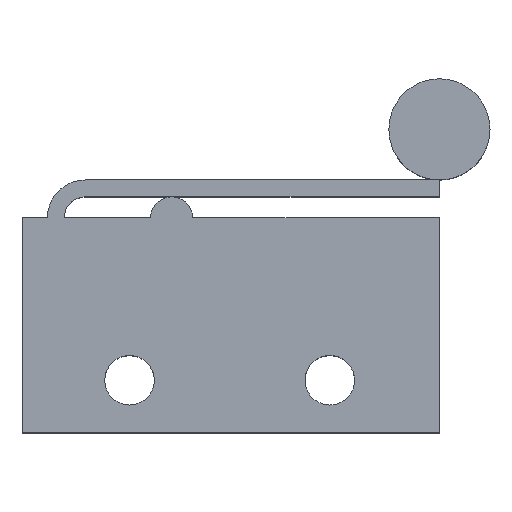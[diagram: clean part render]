
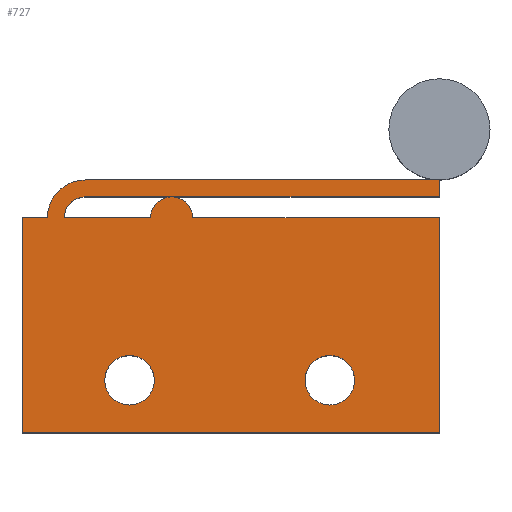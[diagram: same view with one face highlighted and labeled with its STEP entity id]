
A CAD part, top view. The second image highlights one B-rep face of the part: STEP entity #727.
In plain terms, the highlighted planar face has unit normal (0, 0, -1).
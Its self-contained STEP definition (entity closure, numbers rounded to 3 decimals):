
#3 = EDGE_CURVE ( 'NONE', #1090, #942, #845, .T. ) ;
#7 = VERTEX_POINT ( 'NONE', #794 ) ;
#8 = CIRCLE ( 'NONE', #451, 1. ) ;
#16 = ORIENTED_EDGE ( 'NONE', *, *, #613, .F. ) ;
#35 = ORIENTED_EDGE ( 'NONE', *, *, #207, .T. ) ;
#40 = ORIENTED_EDGE ( 'NONE', *, *, #1040, .T. ) ;
#46 = ORIENTED_EDGE ( 'NONE', *, *, #892, .T. ) ;
#48 = CARTESIAN_POINT ( 'NONE',  ( 1.2, 10.2, 6.4 ) ) ;
#59 = DIRECTION ( 'NONE',  ( -1., 0., 0. ) ) ;
#60 = DIRECTION ( 'NONE',  ( 0., 0., 1. ) ) ;
#74 = EDGE_CURVE ( 'NONE', #742, #232, #593, .T. ) ;
#79 = LINE ( 'NONE', #525, #527 ) ;
#82 = EDGE_CURVE ( 'NONE', #1119, #203, #247, .T. ) ;
#89 = DIRECTION ( 'NONE',  ( 1., 0., 0. ) ) ;
#100 = VERTEX_POINT ( 'NONE', #772 ) ;
#105 = CARTESIAN_POINT ( 'NONE',  ( 1.2, 10.2, 6.4 ) ) ;
#108 = AXIS2_PLACEMENT_3D ( 'NONE', #645, #637, #1089 ) ;
#133 = VERTEX_POINT ( 'NONE', #405 ) ;
#138 = VERTEX_POINT ( 'NONE', #835 ) ;
#146 = EDGE_CURVE ( 'NONE', #1005, #203, #8, .T. ) ;
#155 = ORIENTED_EDGE ( 'NONE', *, *, #3, .F. ) ;
#156 = FACE_OUTER_BOUND ( 'NONE', #457, .T. ) ;
#158 = CARTESIAN_POINT ( 'NONE',  ( 9.9, 11.2, 6.4 ) ) ;
#162 = DIRECTION ( 'NONE',  ( 1., 0., 0. ) ) ;
#181 = AXIS2_PLACEMENT_3D ( 'NONE', #910, #648, #1126 ) ;
#191 = ORIENTED_EDGE ( 'NONE', *, *, #692, .F. ) ;
#196 = VERTEX_POINT ( 'NONE', #646 ) ;
#198 = VECTOR ( 'NONE', #759, 1000. ) ;
#202 = VECTOR ( 'NONE', #391, 1000. ) ;
#203 = VERTEX_POINT ( 'NONE', #1003 ) ;
#206 = ORIENTED_EDGE ( 'NONE', *, *, #354, .T. ) ;
#207 = EDGE_CURVE ( 'NONE', #623, #277, #956, .T. ) ;
#217 = CARTESIAN_POINT ( 'NONE',  ( 3., 10.2, 6.4 ) ) ;
#226 = FACE_BOUND ( 'NONE', #237, .T. ) ;
#232 = VERTEX_POINT ( 'NONE', #652 ) ;
#237 = EDGE_LOOP ( 'NONE', ( #16, #155 ) ) ;
#239 = CARTESIAN_POINT ( 'NONE',  ( 9.9, 11.2, 6.4 ) ) ;
#246 = CARTESIAN_POINT ( 'NONE',  ( 2., 10.2, 6.4 ) ) ;
#247 = LINE ( 'NONE', #239, #198 ) ;
#254 = AXIS2_PLACEMENT_3D ( 'NONE', #217, #396, #558 ) ;
#258 = DIRECTION ( 'NONE',  ( 0., 1., 0. ) ) ;
#275 = VECTOR ( 'NONE', #874, 1000. ) ;
#277 = VERTEX_POINT ( 'NONE', #315 ) ;
#282 = ORIENTED_EDGE ( 'NONE', *, *, #289, .T. ) ;
#285 = DIRECTION ( 'NONE',  ( 1., 0., 0. ) ) ;
#287 = EDGE_LOOP ( 'NONE', ( #836, #191 ) ) ;
#289 = EDGE_CURVE ( 'NONE', #1005, #133, #336, .T. ) ;
#300 = CARTESIAN_POINT ( 'NONE',  ( 14.6, 2.5, 6.4 ) ) ;
#306 = VECTOR ( 'NONE', #946, 1000. ) ;
#315 = CARTESIAN_POINT ( 'NONE',  ( 3., 12., 6.4 ) ) ;
#323 = ORIENTED_EDGE ( 'NONE', *, *, #146, .F. ) ;
#328 = PLANE ( 'NONE',  #854 ) ;
#333 = CIRCLE ( 'NONE', #108, 1.175 ) ;
#336 = LINE ( 'NONE', #868, #1022 ) ;
#341 = LINE ( 'NONE', #513, #543 ) ;
#353 = CARTESIAN_POINT ( 'NONE',  ( 9.9, 12., 6.4 ) ) ;
#354 = EDGE_CURVE ( 'NONE', #133, #196, #514, .T. ) ;
#355 = CARTESIAN_POINT ( 'NONE',  ( 5.1, 2.5, 6.4 ) ) ;
#357 = CIRCLE ( 'NONE', #181, 1. ) ;
#362 = ORIENTED_EDGE ( 'NONE', *, *, #390, .F. ) ;
#370 = DIRECTION ( 'NONE',  ( 0., 0., -1. ) ) ;
#371 = AXIS2_PLACEMENT_3D ( 'NONE', #355, #885, #447 ) ;
#373 = CARTESIAN_POINT ( 'NONE',  ( 3.925, 2.5, 6.4 ) ) ;
#375 = CARTESIAN_POINT ( 'NONE',  ( 15.775, 2.5, 6.4 ) ) ;
#381 = ORIENTED_EDGE ( 'NONE', *, *, #814, .F. ) ;
#390 = EDGE_CURVE ( 'NONE', #623, #100, #994, .T. ) ;
#391 = DIRECTION ( 'NONE',  ( -1., 0., 0. ) ) ;
#396 = DIRECTION ( 'NONE',  ( 0., 0., -1. ) ) ;
#404 = CARTESIAN_POINT ( 'NONE',  ( 7.1, 10.2, 6.4 ) ) ;
#405 = CARTESIAN_POINT ( 'NONE',  ( 19.8, 10.2, 6.4 ) ) ;
#415 = VERTEX_POINT ( 'NONE', #375 ) ;
#418 = DIRECTION ( 'NONE',  ( 1., 0., 0. ) ) ;
#441 = LINE ( 'NONE', #789, #919 ) ;
#447 = DIRECTION ( 'NONE',  ( 1., 0., 0. ) ) ;
#451 = AXIS2_PLACEMENT_3D ( 'NONE', #857, #60, #485 ) ;
#457 = EDGE_LOOP ( 'NONE', ( #362, #35, #1111, #381, #1020, #323, #282, #206, #46, #660 ) ) ;
#469 = VECTOR ( 'NONE', #59, 1000. ) ;
#471 = EDGE_LOOP ( 'NONE', ( #533, #937, #674, #40 ) ) ;
#485 = DIRECTION ( 'NONE',  ( 1., 0., 0. ) ) ;
#489 = FACE_BOUND ( 'NONE', #471, .T. ) ;
#495 = DIRECTION ( 'NONE',  ( 0., 0., -1. ) ) ;
#509 = CARTESIAN_POINT ( 'NONE',  ( 19.8, 6., 6.4 ) ) ;
#513 = CARTESIAN_POINT ( 'NONE',  ( 19.8, 11.2, 6.4 ) ) ;
#514 = LINE ( 'NONE', #509, #275 ) ;
#517 = CARTESIAN_POINT ( 'NONE',  ( 3., 11.2, 6.4 ) ) ;
#525 = CARTESIAN_POINT ( 'NONE',  ( 9.9, 0., 6.4 ) ) ;
#527 = VECTOR ( 'NONE', #1053, 1000. ) ;
#533 = ORIENTED_EDGE ( 'NONE', *, *, #1067, .F. ) ;
#534 = CARTESIAN_POINT ( 'NONE',  ( 7.1, 11.2, 6.4 ) ) ;
#543 = VECTOR ( 'NONE', #258, 1000. ) ;
#557 = CIRCLE ( 'NONE', #1069, 1.175 ) ;
#558 = DIRECTION ( 'NONE',  ( 1., 0., 0. ) ) ;
#575 = VERTEX_POINT ( 'NONE', #534 ) ;
#580 = CARTESIAN_POINT ( 'NONE',  ( 8.1, 10.2, 6.4 ) ) ;
#587 = LINE ( 'NONE', #158, #469 ) ;
#591 = DIRECTION ( 'NONE',  ( 0., 0., 1. ) ) ;
#593 = LINE ( 'NONE', #683, #306 ) ;
#613 = EDGE_CURVE ( 'NONE', #942, #1090, #333, .T. ) ;
#623 = VERTEX_POINT ( 'NONE', #105 ) ;
#637 = DIRECTION ( 'NONE',  ( 0., 0., -1. ) ) ;
#645 = CARTESIAN_POINT ( 'NONE',  ( 5.1, 2.5, 6.4 ) ) ;
#646 = CARTESIAN_POINT ( 'NONE',  ( 19.8, 0., 6.4 ) ) ;
#648 = DIRECTION ( 'NONE',  ( 0., 0., -1. ) ) ;
#652 = CARTESIAN_POINT ( 'NONE',  ( 6.1, 10.2, 6.4 ) ) ;
#660 = ORIENTED_EDGE ( 'NONE', *, *, #784, .T. ) ;
#674 = ORIENTED_EDGE ( 'NONE', *, *, #752, .F. ) ;
#676 = CARTESIAN_POINT ( 'NONE',  ( 9.9, 6., 6.4 ) ) ;
#683 = CARTESIAN_POINT ( 'NONE',  ( 9.9, 10.2, 6.4 ) ) ;
#692 = EDGE_CURVE ( 'NONE', #138, #415, #1017, .T. ) ;
#727 = ADVANCED_FACE ( 'NONE', ( #489, #226, #758, #156 ), #328, .F. ) ;
#742 = VERTEX_POINT ( 'NONE', #246 ) ;
#752 = EDGE_CURVE ( 'NONE', #575, #232, #1058, .T. ) ;
#758 = FACE_BOUND ( 'NONE', #287, .T. ) ;
#759 = DIRECTION ( 'NONE',  ( -1., 0., 0. ) ) ;
#760 = CARTESIAN_POINT ( 'NONE',  ( 14.6, 2.5, 6.4 ) ) ;
#772 = CARTESIAN_POINT ( 'NONE',  ( 0., 10.2, 6.4 ) ) ;
#775 = VECTOR ( 'NONE', #1068, 1000. ) ;
#784 = EDGE_CURVE ( 'NONE', #7, #100, #441, .T. ) ;
#785 = CARTESIAN_POINT ( 'NONE',  ( 19.8, 12., 6.4 ) ) ;
#789 = CARTESIAN_POINT ( 'NONE',  ( 0., 6., 6.4 ) ) ;
#794 = CARTESIAN_POINT ( 'NONE',  ( 0., 0., 6.4 ) ) ;
#795 = DIRECTION ( 'NONE',  ( 0., 1., 0. ) ) ;
#814 = EDGE_CURVE ( 'NONE', #1119, #827, #341, .T. ) ;
#827 = VERTEX_POINT ( 'NONE', #785 ) ;
#835 = CARTESIAN_POINT ( 'NONE',  ( 13.425, 2.5, 6.4 ) ) ;
#836 = ORIENTED_EDGE ( 'NONE', *, *, #1012, .F. ) ;
#845 = CIRCLE ( 'NONE', #371, 1.175 ) ;
#852 = EDGE_CURVE ( 'NONE', #277, #827, #881, .T. ) ;
#854 = AXIS2_PLACEMENT_3D ( 'NONE', #676, #1120, #418 ) ;
#857 = CARTESIAN_POINT ( 'NONE',  ( 7.1, 10.2, 6.4 ) ) ;
#868 = CARTESIAN_POINT ( 'NONE',  ( 9.9, 10.2, 6.4 ) ) ;
#874 = DIRECTION ( 'NONE',  ( 0., -1., 0. ) ) ;
#881 = LINE ( 'NONE', #353, #775 ) ;
#885 = DIRECTION ( 'NONE',  ( 0., 0., -1. ) ) ;
#892 = EDGE_CURVE ( 'NONE', #196, #7, #79, .T. ) ;
#910 = CARTESIAN_POINT ( 'NONE',  ( 3., 10.2, 6.4 ) ) ;
#918 = VERTEX_POINT ( 'NONE', #517 ) ;
#919 = VECTOR ( 'NONE', #795, 1000. ) ;
#937 = ORIENTED_EDGE ( 'NONE', *, *, #74, .T. ) ;
#942 = VERTEX_POINT ( 'NONE', #1076 ) ;
#946 = DIRECTION ( 'NONE',  ( 1., 0., 0. ) ) ;
#956 = CIRCLE ( 'NONE', #254, 1.8 ) ;
#976 = AXIS2_PLACEMENT_3D ( 'NONE', #300, #370, #285 ) ;
#994 = LINE ( 'NONE', #48, #202 ) ;
#1003 = CARTESIAN_POINT ( 'NONE',  ( 7.1, 11.2, 6.4 ) ) ;
#1005 = VERTEX_POINT ( 'NONE', #580 ) ;
#1012 = EDGE_CURVE ( 'NONE', #415, #138, #557, .T. ) ;
#1017 = CIRCLE ( 'NONE', #976, 1.175 ) ;
#1020 = ORIENTED_EDGE ( 'NONE', *, *, #82, .T. ) ;
#1022 = VECTOR ( 'NONE', #89, 1000. ) ;
#1040 = EDGE_CURVE ( 'NONE', #575, #918, #587, .T. ) ;
#1043 = DIRECTION ( 'NONE',  ( 1., 0., 0. ) ) ;
#1053 = DIRECTION ( 'NONE',  ( -1., 0., 0. ) ) ;
#1058 = CIRCLE ( 'NONE', #1143, 1. ) ;
#1067 = EDGE_CURVE ( 'NONE', #742, #918, #357, .T. ) ;
#1068 = DIRECTION ( 'NONE',  ( 1., 0., 0. ) ) ;
#1069 = AXIS2_PLACEMENT_3D ( 'NONE', #760, #495, #1043 ) ;
#1076 = CARTESIAN_POINT ( 'NONE',  ( 6.275, 2.5, 6.4 ) ) ;
#1085 = CARTESIAN_POINT ( 'NONE',  ( 19.8, 11.2, 6.4 ) ) ;
#1089 = DIRECTION ( 'NONE',  ( 1., 0., 0. ) ) ;
#1090 = VERTEX_POINT ( 'NONE', #373 ) ;
#1111 = ORIENTED_EDGE ( 'NONE', *, *, #852, .T. ) ;
#1119 = VERTEX_POINT ( 'NONE', #1085 ) ;
#1120 = DIRECTION ( 'NONE',  ( 0., 0., 1. ) ) ;
#1126 = DIRECTION ( 'NONE',  ( 1., 0., 0. ) ) ;
#1143 = AXIS2_PLACEMENT_3D ( 'NONE', #404, #591, #162 ) ;
